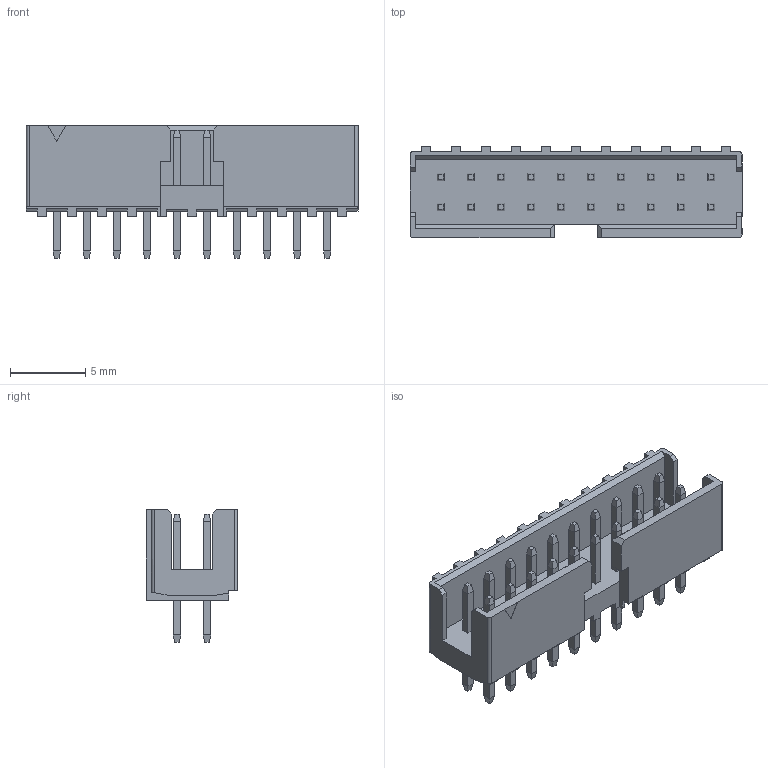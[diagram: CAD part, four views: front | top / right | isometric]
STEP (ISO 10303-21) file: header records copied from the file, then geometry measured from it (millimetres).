
FILE_DESCRIPTION( ('This file contains a STEP AP42 implementation' ,'as created by ZW3D STEP Interface translator.') ,'2;1' );
FILE_NAME( '3122-XXSXXBK00X1.stp' ,'2312 7. 84039', (''), ('ZWCAD Software Co.'), 'Version 1.0', 'ZW3D to STEP translator', '' );
FILE_SCHEMA(('AUTOMOTIVE_DESIGN { 1 0 10303 214 1 1 1 1 }'));
Length unit declared in the file: millimetre
Products named in the file (1): 0
Bounding box: 22.1 x 6.11 x 8.85 mm (x, y, z)
Volume: 380.1 mm3; surface area: 1070.5 mm2
Topology: 1 solids, 1 shells, 578 faces, 1364 edges, 828 vertices
Faces by surface type: plane 571, cylinder 4, bspline 3
Entity records: 16684 total; most frequent: CARTESIAN_POINT 3272, ORIENTED_EDGE 2728, DIRECTION 2358, EDGE_CURVE 1364, VECTOR 1194, LINE 1194, VERTEX_POINT 828, EDGE_LOOP 618
